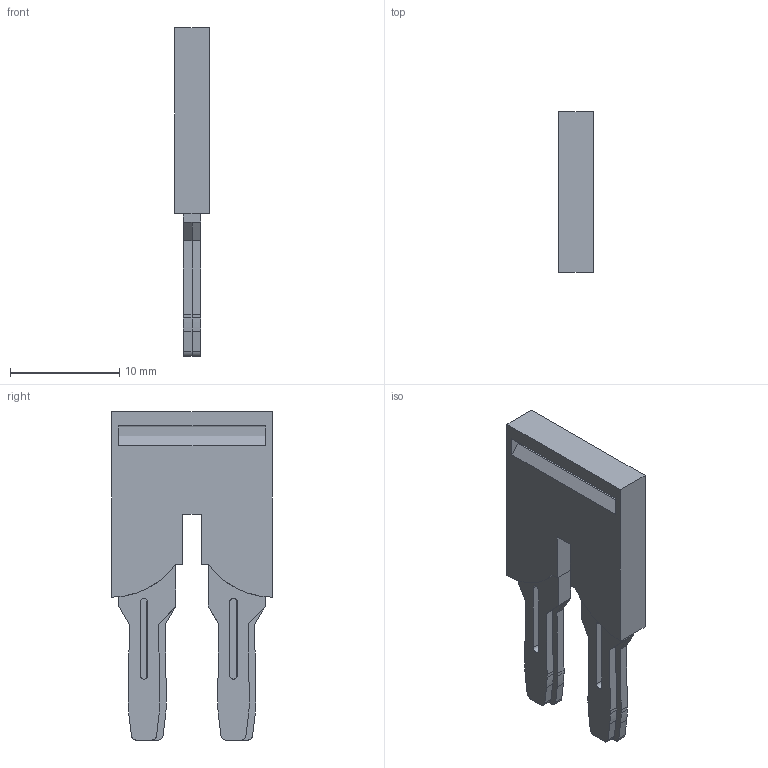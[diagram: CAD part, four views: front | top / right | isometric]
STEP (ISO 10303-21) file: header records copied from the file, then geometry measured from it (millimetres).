
FILE_DESCRIPTION( ('This file contains a STEP AP42 implementation' ,'as created by ZW3D STEP Interface translator.') ,'2;1' );
FILE_NAME( 'FBS2-8.stp' ,'24 725. 83612', (''), ('ZWCAD Software Co.'), 'Version 1.0', 'ZW3D to STEP translator', '' );
FILE_SCHEMA(('AUTOMOTIVE_DESIGN { 1 0 10303 214 1 1 1 1 }'));
Length unit declared in the file: millimetre
Products named in the file (2): 0; FBS2-8
Bounding box: 3.2 x 14.7 x 30.1 mm (x, y, z)
Volume: 798.4 mm3; surface area: 1077.4 mm2
Topology: 1 solids, 1 shells, 1131 faces, 3338 edges, 2222 vertices
Faces by surface type: plane 1075, cylinder 30, bspline 26
Entity records: 39039 total; most frequent: CARTESIAN_POINT 7640, ORIENTED_EDGE 6676, DIRECTION 5570, EDGE_CURVE 3338, VECTOR 3214, LINE 3214, VERTEX_POINT 2222, AXIS2_PLACEMENT_3D 1178
